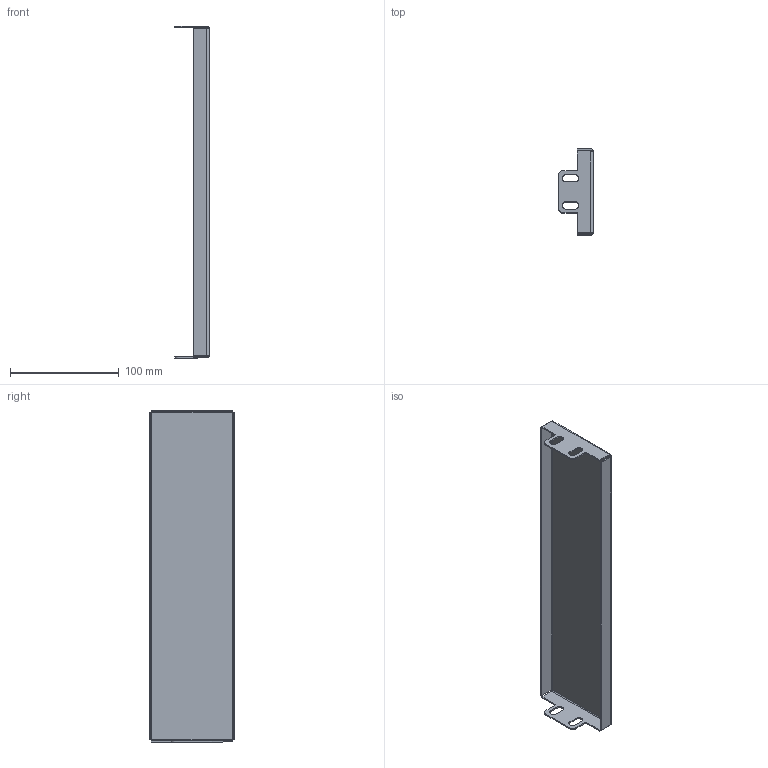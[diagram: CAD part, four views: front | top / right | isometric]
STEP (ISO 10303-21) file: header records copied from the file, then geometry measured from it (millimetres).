
FILE_DESCRIPTION (( 'STEP AP214' ), '1' );
FILE_NAME ('ÀÃÈÅ 275.15.004 Ôàëüø ïàíåëü áîêîâàÿ ñåêöèîííàÿ .STEP', '2022-05-31T06:30:32', ( '' ), ( '' ), 'SwSTEP 2.0', 'SolidWorks 2017', '' );
FILE_SCHEMA (( 'AUTOMOTIVE_DESIGN' ));
Length unit declared in the file: millimetre
Products named in the file (1): ÀÃÈÅ 275.15.004 Ôàëüø ïàíåëü áîêîâàÿ ñåêöèîííàÿ 
Bounding box: 32 x 79 x 306 mm (x, y, z)
Volume: 41986.1 mm3; surface area: 71285.3 mm2
Topology: 1 solids, 1 shells, 70 faces, 172 edges, 104 vertices
Faces by surface type: plane 38, cylinder 24, bspline 8
Entity records: 2430 total; most frequent: CARTESIAN_POINT 771, ORIENTED_EDGE 344, DIRECTION 314, EDGE_CURVE 172, VECTOR 124, LINE 124, VERTEX_POINT 104, AXIS2_PLACEMENT_3D 95
